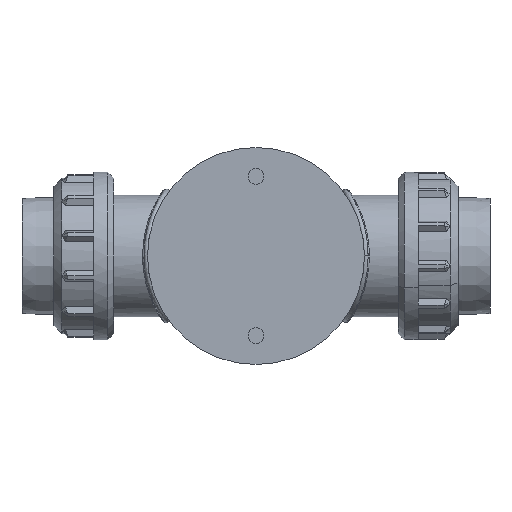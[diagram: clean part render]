
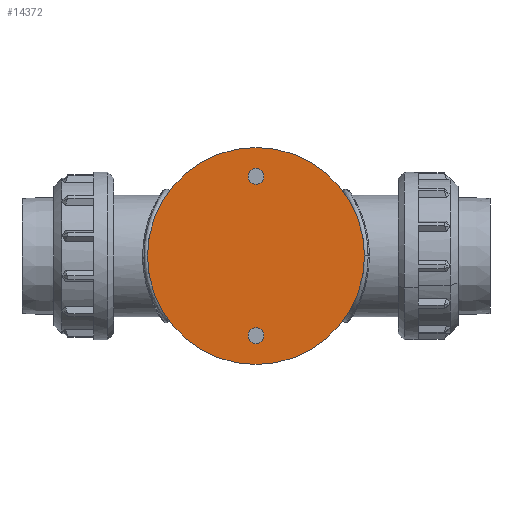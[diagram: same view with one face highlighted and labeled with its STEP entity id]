
A CAD part, front view. The second image highlights one B-rep face of the part: STEP entity #14372.
In plain terms, the highlighted planar face has unit normal (0, -1, 0).
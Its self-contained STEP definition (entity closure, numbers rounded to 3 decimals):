
#918 = AXIS2_PLACEMENT_3D ( 'NONE', #14187, #4045, #8599 ) ;
#1125 = CIRCLE ( 'NONE', #11669, 54.5 ) ;
#1224 = VERTEX_POINT ( 'NONE', #10663 ) ;
#1450 = DIRECTION ( 'NONE',  ( 0., 0., 1. ) ) ;
#2079 = ORIENTED_EDGE ( 'NONE', *, *, #8948, .F. ) ;
#2407 = DIRECTION ( 'NONE',  ( 0., 0., 1. ) ) ;
#3556 = CIRCLE ( 'NONE', #918, 3.969 ) ;
#4045 = DIRECTION ( 'NONE',  ( 0., -1., 0. ) ) ;
#4820 = PLANE ( 'NONE',  #5162 ) ;
#5162 = AXIS2_PLACEMENT_3D ( 'NONE', #11568, #9738, #1450 ) ;
#5164 = FACE_BOUND ( 'NONE', #9976, .T. ) ;
#6022 = VERTEX_POINT ( 'NONE', #13990 ) ;
#6705 = CIRCLE ( 'NONE', #8612, 3.969 ) ;
#6972 = CARTESIAN_POINT ( 'NONE',  ( 0., -46.28, 40. ) ) ;
#8032 = ORIENTED_EDGE ( 'NONE', *, *, #12873, .F. ) ;
#8163 = DIRECTION ( 'NONE',  ( 0., -1., 0. ) ) ;
#8187 = FACE_BOUND ( 'NONE', #13312, .T. ) ;
#8599 = DIRECTION ( 'NONE',  ( 0., 0., -1. ) ) ;
#8612 = AXIS2_PLACEMENT_3D ( 'NONE', #6972, #8163, #9138 ) ;
#8948 = EDGE_CURVE ( 'NONE', #6022, #6022, #6705, .T. ) ;
#9138 = DIRECTION ( 'NONE',  ( 0., 0., -1. ) ) ;
#9314 = FACE_OUTER_BOUND ( 'NONE', #9934, .T. ) ;
#9738 = DIRECTION ( 'NONE',  ( 0., 1., 0. ) ) ;
#9934 = EDGE_LOOP ( 'NONE', ( #8032 ) ) ;
#9960 = EDGE_CURVE ( 'NONE', #11496, #11496, #3556, .T. ) ;
#9976 = EDGE_LOOP ( 'NONE', ( #14784 ) ) ;
#10518 = CARTESIAN_POINT ( 'NONE',  ( 0., -46.28, -43.969 ) ) ;
#10663 = CARTESIAN_POINT ( 'NONE',  ( 0., -46.28, 54.5 ) ) ;
#11496 = VERTEX_POINT ( 'NONE', #10518 ) ;
#11548 = DIRECTION ( 'NONE',  ( 0., 1., 0. ) ) ;
#11568 = CARTESIAN_POINT ( 'NONE',  ( 0., -46.28, 0. ) ) ;
#11669 = AXIS2_PLACEMENT_3D ( 'NONE', #13592, #11548, #2407 ) ;
#12873 = EDGE_CURVE ( 'NONE', #1224, #1224, #1125, .T. ) ;
#13312 = EDGE_LOOP ( 'NONE', ( #2079 ) ) ;
#13592 = CARTESIAN_POINT ( 'NONE',  ( 0., -46.28, 0. ) ) ;
#13990 = CARTESIAN_POINT ( 'NONE',  ( 0., -46.28, 36.031 ) ) ;
#14187 = CARTESIAN_POINT ( 'NONE',  ( 0., -46.28, -40. ) ) ;
#14372 = ADVANCED_FACE ( 'NONE', ( #5164, #8187, #9314 ), #4820, .F. ) ;
#14784 = ORIENTED_EDGE ( 'NONE', *, *, #9960, .F. ) ;
